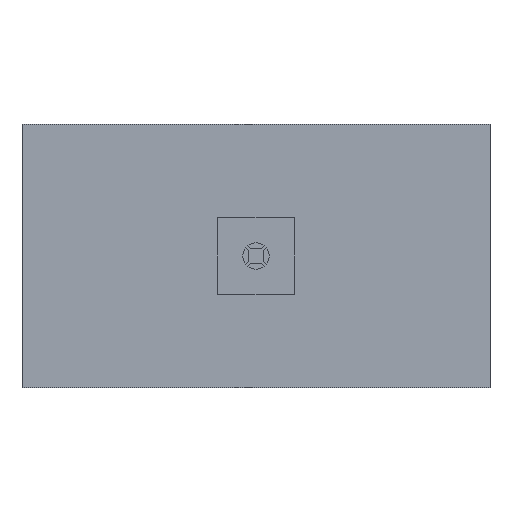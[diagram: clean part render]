
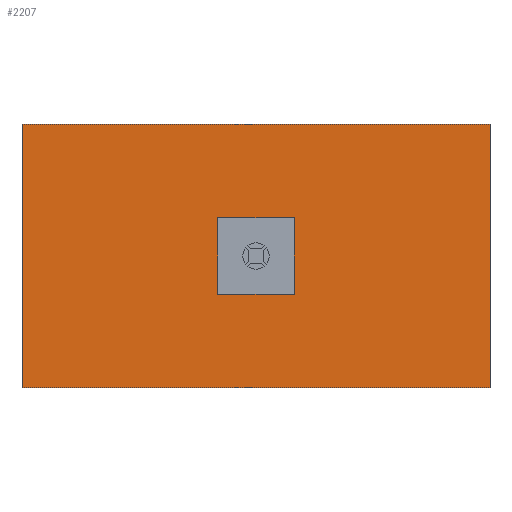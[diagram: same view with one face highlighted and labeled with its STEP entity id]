
A CAD part, front view. The second image highlights one B-rep face of the part: STEP entity #2207.
In plain terms, the highlighted planar face has unit normal (0, -1, 0).
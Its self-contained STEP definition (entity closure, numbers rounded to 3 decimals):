
#2 = VECTOR ( 'NONE', #2119, 1000. ) ;
#18 = CARTESIAN_POINT ( 'NONE',  ( 80., 0., -77.5 ) ) ;
#46 = VERTEX_POINT ( 'NONE', #1130 ) ;
#77 = VECTOR ( 'NONE', #1035, 1000. ) ;
#79 = VERTEX_POINT ( 'NONE', #2652 ) ;
#96 = DIRECTION ( 'NONE',  ( -1., 0., 0. ) ) ;
#108 = DIRECTION ( 'NONE',  ( 0., 0., -1. ) ) ;
#160 = LINE ( 'NONE', #1892, #2 ) ;
#162 = DIRECTION ( 'NONE',  ( 0., 1., 0. ) ) ;
#196 = CIRCLE ( 'NONE', #1252, 2.5 ) ;
#269 = CIRCLE ( 'NONE', #1240, 2.5 ) ;
#283 = DIRECTION ( 'NONE',  ( 0., 0., 1. ) ) ;
#374 = CARTESIAN_POINT ( 'NONE',  ( -77.5, 0., -80. ) ) ;
#381 = LINE ( 'NONE', #2384, #405 ) ;
#405 = VECTOR ( 'NONE', #1397, 1000. ) ;
#468 = CARTESIAN_POINT ( 'NONE',  ( -77.5, 0., -80. ) ) ;
#502 = VECTOR ( 'NONE', #651, 1000. ) ;
#587 = CIRCLE ( 'NONE', #2356, 2.5 ) ;
#599 = DIRECTION ( 'NONE',  ( 0., 1., 0. ) ) ;
#649 = VERTEX_POINT ( 'NONE', #3063 ) ;
#651 = DIRECTION ( 'NONE',  ( -1., 0., 0. ) ) ;
#682 = CARTESIAN_POINT ( 'NONE',  ( 80., 0., 77.5 ) ) ;
#706 = VERTEX_POINT ( 'NONE', #2928 ) ;
#745 = VECTOR ( 'NONE', #2386, 1000. ) ;
#747 = ORIENTED_EDGE ( 'NONE', *, *, #1416, .T. ) ;
#762 = EDGE_LOOP ( 'NONE', ( #826, #1256, #1626, #2974 ) ) ;
#826 = ORIENTED_EDGE ( 'NONE', *, *, #2817, .F. ) ;
#830 = EDGE_CURVE ( 'NONE', #46, #2613, #381, .T. ) ;
#833 = EDGE_CURVE ( 'NONE', #939, #3046, #587, .T. ) ;
#846 = CARTESIAN_POINT ( 'NONE',  ( -800., 0., -450. ) ) ;
#854 = ORIENTED_EDGE ( 'NONE', *, *, #3293, .T. ) ;
#891 = CARTESIAN_POINT ( 'NONE',  ( 77.5, 0., -77.5 ) ) ;
#906 = DIRECTION ( 'NONE',  ( 0., 0., 1. ) ) ;
#910 = CARTESIAN_POINT ( 'NONE',  ( -80., 0., -77.5 ) ) ;
#939 = VERTEX_POINT ( 'NONE', #468 ) ;
#1035 = DIRECTION ( 'NONE',  ( 0., 0., -1. ) ) ;
#1111 = CARTESIAN_POINT ( 'NONE',  ( -77.5, 0., -77.5 ) ) ;
#1129 = CARTESIAN_POINT ( 'NONE',  ( -800., 0., 450. ) ) ;
#1130 = CARTESIAN_POINT ( 'NONE',  ( -77.5, 0., 80. ) ) ;
#1135 = DIRECTION ( 'NONE',  ( 0., 0., -1. ) ) ;
#1139 = DIRECTION ( 'NONE',  ( 0., 1., 0. ) ) ;
#1167 = CARTESIAN_POINT ( 'NONE',  ( -80., 0., -77.5 ) ) ;
#1233 = EDGE_CURVE ( 'NONE', #1961, #1629, #1516, .T. ) ;
#1240 = AXIS2_PLACEMENT_3D ( 'NONE', #891, #162, #1135 ) ;
#1252 = AXIS2_PLACEMENT_3D ( 'NONE', #2164, #1139, #2765 ) ;
#1256 = ORIENTED_EDGE ( 'NONE', *, *, #3154, .F. ) ;
#1265 = AXIS2_PLACEMENT_3D ( 'NONE', #2159, #2161, #2196 ) ;
#1297 = ORIENTED_EDGE ( 'NONE', *, *, #2304, .T. ) ;
#1329 = CIRCLE ( 'NONE', #1265, 2.5 ) ;
#1384 = LINE ( 'NONE', #846, #502 ) ;
#1397 = DIRECTION ( 'NONE',  ( 1., 0., 0. ) ) ;
#1416 = EDGE_CURVE ( 'NONE', #1629, #2539, #269, .T. ) ;
#1427 = CARTESIAN_POINT ( 'NONE',  ( 800., 0., -450. ) ) ;
#1431 = VECTOR ( 'NONE', #108, 1000. ) ;
#1441 = FACE_BOUND ( 'NONE', #1507, .T. ) ;
#1442 = EDGE_CURVE ( 'NONE', #3081, #649, #160, .T. ) ;
#1450 = EDGE_CURVE ( 'NONE', #2613, #1961, #196, .T. ) ;
#1507 = EDGE_LOOP ( 'NONE', ( #3153, #3266, #2770, #747, #854, #2237, #1297, #1970 ) ) ;
#1516 = LINE ( 'NONE', #18, #1431 ) ;
#1614 = LINE ( 'NONE', #1427, #77 ) ;
#1620 = DIRECTION ( 'NONE',  ( 0., 0., 1. ) ) ;
#1624 = DIRECTION ( 'NONE',  ( 0., 1., 0. ) ) ;
#1626 = ORIENTED_EDGE ( 'NONE', *, *, #2284, .F. ) ;
#1629 = VERTEX_POINT ( 'NONE', #3128 ) ;
#1640 = EDGE_CURVE ( 'NONE', #706, #46, #1329, .T. ) ;
#1676 = VECTOR ( 'NONE', #906, 1000. ) ;
#1892 = CARTESIAN_POINT ( 'NONE',  ( -800., 0., 450. ) ) ;
#1961 = VERTEX_POINT ( 'NONE', #682 ) ;
#1967 = LINE ( 'NONE', #374, #2814 ) ;
#1970 = ORIENTED_EDGE ( 'NONE', *, *, #1640, .T. ) ;
#2119 = DIRECTION ( 'NONE',  ( 1., 0., 0. ) ) ;
#2120 = AXIS2_PLACEMENT_3D ( 'NONE', #3235, #1624, #1620 ) ;
#2159 = CARTESIAN_POINT ( 'NONE',  ( -77.5, 0., 77.5 ) ) ;
#2161 = DIRECTION ( 'NONE',  ( 0., 1., 0. ) ) ;
#2164 = CARTESIAN_POINT ( 'NONE',  ( 77.5, 0., 77.5 ) ) ;
#2196 = DIRECTION ( 'NONE',  ( 0., 0., 1. ) ) ;
#2207 = ADVANCED_FACE ( 'NONE', ( #1441, #2664 ), #2787, .F. ) ;
#2237 = ORIENTED_EDGE ( 'NONE', *, *, #833, .T. ) ;
#2284 = EDGE_CURVE ( 'NONE', #649, #79, #1614, .T. ) ;
#2304 = EDGE_CURVE ( 'NONE', #3046, #706, #3190, .T. ) ;
#2341 = CARTESIAN_POINT ( 'NONE',  ( -800., 0., -450. ) ) ;
#2356 = AXIS2_PLACEMENT_3D ( 'NONE', #1111, #599, #283 ) ;
#2384 = CARTESIAN_POINT ( 'NONE',  ( -77.5, 0., 80. ) ) ;
#2386 = DIRECTION ( 'NONE',  ( 0., 0., 1. ) ) ;
#2481 = CARTESIAN_POINT ( 'NONE',  ( -800., 0., -450. ) ) ;
#2539 = VERTEX_POINT ( 'NONE', #3056 ) ;
#2613 = VERTEX_POINT ( 'NONE', #2903 ) ;
#2652 = CARTESIAN_POINT ( 'NONE',  ( 800., 0., -450. ) ) ;
#2664 = FACE_OUTER_BOUND ( 'NONE', #762, .T. ) ;
#2762 = VERTEX_POINT ( 'NONE', #2481 ) ;
#2765 = DIRECTION ( 'NONE',  ( 0., 0., 1. ) ) ;
#2770 = ORIENTED_EDGE ( 'NONE', *, *, #1233, .T. ) ;
#2787 = PLANE ( 'NONE',  #2120 ) ;
#2814 = VECTOR ( 'NONE', #96, 1000. ) ;
#2817 = EDGE_CURVE ( 'NONE', #2762, #3081, #2954, .T. ) ;
#2903 = CARTESIAN_POINT ( 'NONE',  ( 77.5, 0., 80. ) ) ;
#2928 = CARTESIAN_POINT ( 'NONE',  ( -80., 0., 77.5 ) ) ;
#2954 = LINE ( 'NONE', #2341, #745 ) ;
#2974 = ORIENTED_EDGE ( 'NONE', *, *, #1442, .F. ) ;
#3046 = VERTEX_POINT ( 'NONE', #1167 ) ;
#3056 = CARTESIAN_POINT ( 'NONE',  ( 77.5, 0., -80. ) ) ;
#3063 = CARTESIAN_POINT ( 'NONE',  ( 800., 0., 450. ) ) ;
#3081 = VERTEX_POINT ( 'NONE', #1129 ) ;
#3128 = CARTESIAN_POINT ( 'NONE',  ( 80., 0., -77.5 ) ) ;
#3153 = ORIENTED_EDGE ( 'NONE', *, *, #830, .T. ) ;
#3154 = EDGE_CURVE ( 'NONE', #79, #2762, #1384, .T. ) ;
#3190 = LINE ( 'NONE', #910, #1676 ) ;
#3235 = CARTESIAN_POINT ( 'NONE',  ( -800., 0., 450. ) ) ;
#3266 = ORIENTED_EDGE ( 'NONE', *, *, #1450, .T. ) ;
#3293 = EDGE_CURVE ( 'NONE', #2539, #939, #1967, .T. ) ;
